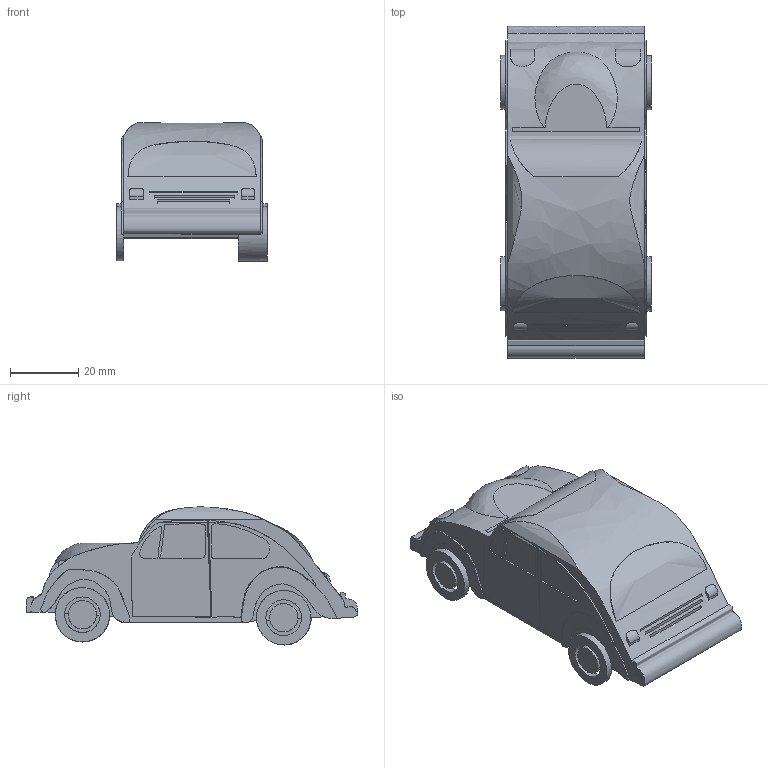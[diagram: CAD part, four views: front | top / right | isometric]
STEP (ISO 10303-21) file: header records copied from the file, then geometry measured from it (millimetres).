
FILE_DESCRIPTION(/* description */ ('STEP AP214'),/* implementation_level */ '2;1');
FILE_NAME(/* name */ '5fd3b5540681c50f40859364',/* time_stamp */ '2020-12-11T18:07:17+00:00',/* author */ (''),/* organization */ (''),/* preprocessor_version */ 'ST-DEVELOPER v18.1',/* originating_system */ ' ',/* authorisation */ ' ');
FILE_SCHEMA (('AUTOMOTIVE_DESIGN {1 0 10303 214 3 1 1}'));
Length unit declared in the file: metre
Products named in the file (1): Part 1
Bounding box: 44 x 97.01 x 40.36 mm (x, y, z)
Volume: 93004.3 mm3; surface area: 17091.1 mm2
Topology: 1 solids, 1 shells, 136 faces, 302 edges, 190 vertices
Faces by surface type: plane 81, bspline 36, cylinder 19
Full cylindrical faces by diameter (mm): 8.252 x2, 8.303 x2, 10.421 x2, 10.474 x2, 15.839 x2, 15.896 x2
Entity records: 6937 total; most frequent: CARTESIAN_POINT 3741, ORIENTED_EDGE 524, DIRECTION 391, EDGE_CURVE 262, EDGE_LOOP 188, FACE_BOUND 188, VERTEX_POINT 176, AXIS2_PLACEMENT_3D 144
